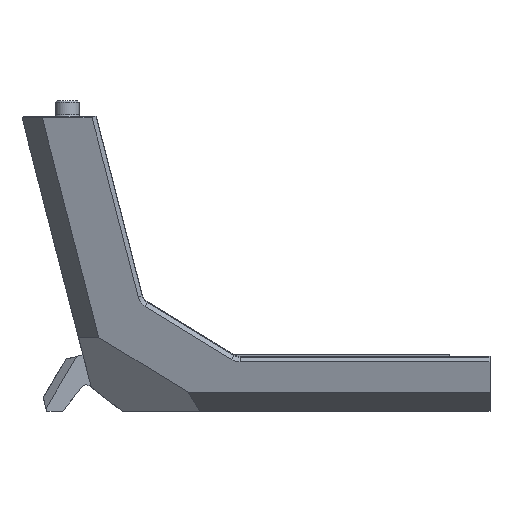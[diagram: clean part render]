
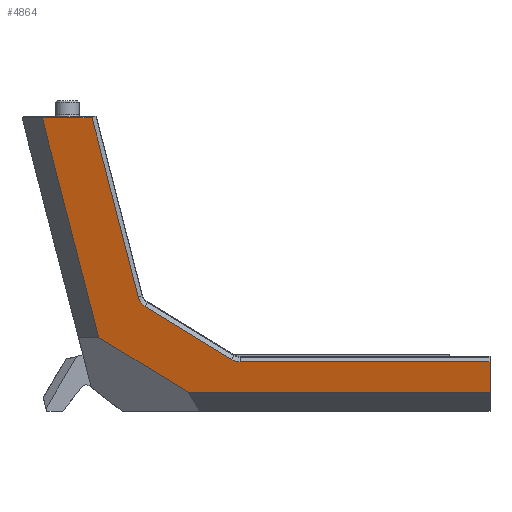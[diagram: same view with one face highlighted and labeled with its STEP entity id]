
A CAD part, left-side view. The second image highlights one B-rep face of the part: STEP entity #4864.
In plain terms, the highlighted planar face has unit normal (-0.968, 0, -0.249).
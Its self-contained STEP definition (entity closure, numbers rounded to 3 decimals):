
#4602=CARTESIAN_POINT('',(-41.882,-468.284,-169.353));
#4603=VERTEX_POINT('',#4602);
#4610=CARTESIAN_POINT('',(-56.248,-453.918,-113.532));
#4611=VERTEX_POINT('',#4610);
#4612=CARTESIAN_POINT('',(-56.248,-453.918,-113.532));
#4613=DIRECTION('',(0.242,-0.242,-0.94));
#4614=VECTOR('',#4613,59.403);
#4615=LINE('',#4612,#4614);
#4616=EDGE_CURVE('NONE',#4611,#4603,#4615,.T.);
#4634=CARTESIAN_POINT('',(-56.248,-466.608,-113.532));
#4635=VERTEX_POINT('',#4634);
#4650=CARTESIAN_POINT('',(-56.248,-466.608,-113.532));
#4651=DIRECTION('',(-0.,1.,-0.));
#4652=VECTOR('',#4651,12.69);
#4653=LINE('',#4650,#4652);
#4654=EDGE_CURVE('NONE',#4635,#4611,#4653,.T.);
#4673=CARTESIAN_POINT('',(-44.497,-478.36,-159.192));
#4674=VERTEX_POINT('',#4673);
#4675=CARTESIAN_POINT('',(-44.497,-478.36,-159.192));
#4676=DIRECTION('',(-0.242,0.242,0.94));
#4677=VECTOR('',#4676,48.59);
#4678=LINE('',#4675,#4677);
#4679=EDGE_CURVE('NONE',#4674,#4635,#4678,.T.);
#4703=CARTESIAN_POINT('',(-43.895,-480.104,-161.53));
#4704=VERTEX_POINT('',#4703);
#4722=CARTESIAN_POINT('',(-44.738,-482.241,-158.255));
#4723=DIRECTION('',(0.968,0.,0.249));
#4724=DIRECTION('',(-0.249,-0.,0.968));
#4725=AXIS2_PLACEMENT_3D('',#4722,#4723,#4724);
#4726=CIRCLE('',#4725,4.);
#4727=EDGE_CURVE('NONE',#4704,#4674,#4726,.T.);
#4737=CARTESIAN_POINT('',(-40.432,-502.091,-174.985));
#4738=VERTEX_POINT('',#4737);
#4754=CARTESIAN_POINT('',(-40.432,-502.091,-174.985));
#4755=DIRECTION('',(-0.133,0.845,0.517));
#4756=VECTOR('',#4755,26.009);
#4757=LINE('',#4754,#4756);
#4758=EDGE_CURVE('NONE',#4738,#4704,#4757,.T.);
#4768=CARTESIAN_POINT('',(-40.278,-504.228,-175.584));
#4769=VERTEX_POINT('',#4768);
#4787=CARTESIAN_POINT('',(-41.275,-504.228,-171.71));
#4788=DIRECTION('',(0.968,0.,0.249));
#4789=DIRECTION('',(-0.249,-0.,0.968));
#4790=AXIS2_PLACEMENT_3D('',#4787,#4788,#4789);
#4791=CIRCLE('',#4790,4.);
#4792=EDGE_CURVE('NONE',#4769,#4738,#4791,.T.);
#4802=CARTESIAN_POINT('',(-40.278,-567.796,-175.584));
#4803=VERTEX_POINT('',#4802);
#4804=CARTESIAN_POINT('',(-40.278,-567.796,-175.584));
#4805=DIRECTION('',(-0.,1.,-0.));
#4806=VECTOR('',#4805,63.568);
#4807=LINE('',#4804,#4806);
#4808=EDGE_CURVE('NONE',#4803,#4769,#4807,.T.);
#4828=CARTESIAN_POINT('',(-48.947,-567.796,-141.9));
#4829=DIRECTION('',(-0.968,-0.,-0.249));
#4830=DIRECTION('',(0.249,0.,-0.968));
#4831=AXIS2_PLACEMENT_3D('',#4828,#4829,#4830);
#4832=PLANE('',#4831);
#4833=CARTESIAN_POINT('',(-38.291,-491.081,-183.303));
#4834=VERTEX_POINT('',#4833);
#4835=CARTESIAN_POINT('',(-38.291,-567.796,-183.303));
#4836=VERTEX_POINT('',#4835);
#4837=CARTESIAN_POINT('',(-38.291,-491.081,-183.303));
#4838=DIRECTION('',(0.,-1.,0.));
#4839=VECTOR('',#4838,76.715);
#4840=LINE('',#4837,#4839);
#4841=EDGE_CURVE('NONE',#4834,#4836,#4840,.T.);
#4842=ORIENTED_EDGE('',*,*,#4841,.T.);
#4843=CARTESIAN_POINT('',(-38.291,-567.796,-183.303));
#4844=DIRECTION('',(-0.249,-0.,0.968));
#4845=VECTOR('',#4844,7.971);
#4846=LINE('',#4843,#4845);
#4847=EDGE_CURVE('NONE',#4836,#4803,#4846,.T.);
#4848=ORIENTED_EDGE('',*,*,#4847,.T.);
#4849=ORIENTED_EDGE('',*,*,#4808,.T.);
#4850=ORIENTED_EDGE('',*,*,#4792,.T.);
#4851=ORIENTED_EDGE('',*,*,#4758,.T.);
#4852=ORIENTED_EDGE('',*,*,#4727,.T.);
#4853=ORIENTED_EDGE('',*,*,#4679,.T.);
#4854=ORIENTED_EDGE('',*,*,#4654,.T.);
#4855=ORIENTED_EDGE('',*,*,#4616,.T.);
#4856=CARTESIAN_POINT('',(-38.291,-491.081,-183.303));
#4857=DIRECTION('',(-0.133,0.845,0.517));
#4858=VECTOR('',#4857,26.966);
#4859=LINE('',#4856,#4858);
#4860=EDGE_CURVE('NONE',#4834,#4603,#4859,.T.);
#4861=ORIENTED_EDGE('',*,*,#4860,.F.);
#4862=EDGE_LOOP('',(#4842,#4848,#4849,#4850,#4851,#4852,#4853,#4854,#4855,#4861));
#4863=FACE_BOUND('',#4862,.T.);
#4864=ADVANCED_FACE('NONE',(#4863),#4832,.T.);
